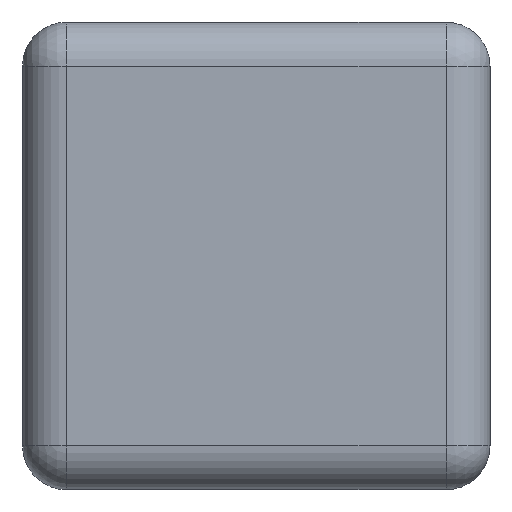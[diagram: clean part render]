
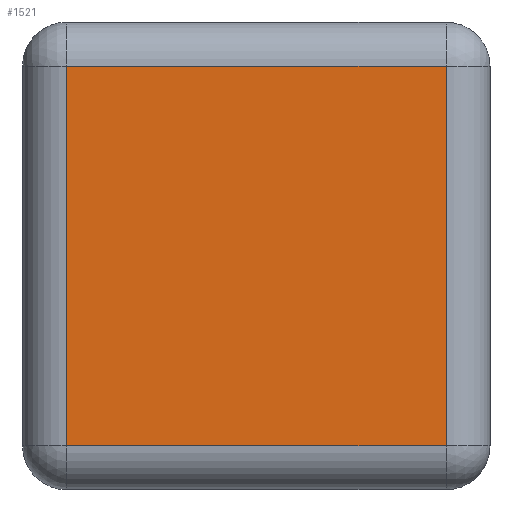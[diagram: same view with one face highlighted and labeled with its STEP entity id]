
A CAD part, left-side view. The second image highlights one B-rep face of the part: STEP entity #1521.
In plain terms, the highlighted planar face has unit normal (-1, 0, 0).
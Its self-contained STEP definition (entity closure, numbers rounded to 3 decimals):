
#142 = VECTOR ( 'NONE', #2555, 1000. ) ;
#253 = CARTESIAN_POINT ( 'NONE',  ( -1.55, 0.15, -0.8 ) ) ;
#459 = CARTESIAN_POINT ( 'NONE',  ( -1.55, 0.15, -0.65 ) ) ;
#607 = VERTEX_POINT ( 'NONE', #459 ) ;
#745 = DIRECTION ( 'NONE',  ( 1., 0., 0. ) ) ;
#940 = EDGE_LOOP ( 'NONE', ( #5701, #3673, #1107, #4967 ) ) ;
#1031 = VERTEX_POINT ( 'NONE', #1945 ) ;
#1107 = ORIENTED_EDGE ( 'NONE', *, *, #1508, .T. ) ;
#1201 = LINE ( 'NONE', #2908, #2449 ) ;
#1237 = VERTEX_POINT ( 'NONE', #5811 ) ;
#1269 = CARTESIAN_POINT ( 'NONE',  ( -1.55, 0.15, 0.65 ) ) ;
#1508 = EDGE_CURVE ( 'NONE', #607, #2224, #4081, .T. ) ;
#1521 = ADVANCED_FACE ( 'NONE', ( #2543 ), #4469, .F. ) ;
#1649 = DIRECTION ( 'NONE',  ( 0., 0., -1. ) ) ;
#1945 = CARTESIAN_POINT ( 'NONE',  ( -1.55, 1.45, 0.65 ) ) ;
#2076 = CARTESIAN_POINT ( 'NONE',  ( -1.55, 1.6, -0.8 ) ) ;
#2224 = VERTEX_POINT ( 'NONE', #1269 ) ;
#2302 = DIRECTION ( 'NONE',  ( 0., 0., -1. ) ) ;
#2449 = VECTOR ( 'NONE', #3369, 1000. ) ;
#2543 = FACE_OUTER_BOUND ( 'NONE', #940, .T. ) ;
#2555 = DIRECTION ( 'NONE',  ( 0., 0., 1. ) ) ;
#2645 = AXIS2_PLACEMENT_3D ( 'NONE', #2076, #745, #1649 ) ;
#2908 = CARTESIAN_POINT ( 'NONE',  ( -1.55, 1.6, 0.65 ) ) ;
#3038 = EDGE_CURVE ( 'NONE', #2224, #1031, #1201, .T. ) ;
#3369 = DIRECTION ( 'NONE',  ( 0., 1., 0. ) ) ;
#3673 = ORIENTED_EDGE ( 'NONE', *, *, #4399, .T. ) ;
#4061 = VECTOR ( 'NONE', #2302, 1000. ) ;
#4081 = LINE ( 'NONE', #253, #142 ) ;
#4226 = EDGE_CURVE ( 'NONE', #1031, #1237, #4419, .T. ) ;
#4399 = EDGE_CURVE ( 'NONE', #1237, #607, #4985, .T. ) ;
#4419 = LINE ( 'NONE', #5031, #4061 ) ;
#4469 = PLANE ( 'NONE',  #2645 ) ;
#4748 = CARTESIAN_POINT ( 'NONE',  ( -1.55, 1.6, -0.65 ) ) ;
#4788 = DIRECTION ( 'NONE',  ( 0., -1., 0. ) ) ;
#4967 = ORIENTED_EDGE ( 'NONE', *, *, #3038, .T. ) ;
#4985 = LINE ( 'NONE', #4748, #5117 ) ;
#5031 = CARTESIAN_POINT ( 'NONE',  ( -1.55, 1.45, -0.8 ) ) ;
#5117 = VECTOR ( 'NONE', #4788, 1000. ) ;
#5701 = ORIENTED_EDGE ( 'NONE', *, *, #4226, .T. ) ;
#5811 = CARTESIAN_POINT ( 'NONE',  ( -1.55, 1.45, -0.65 ) ) ;
